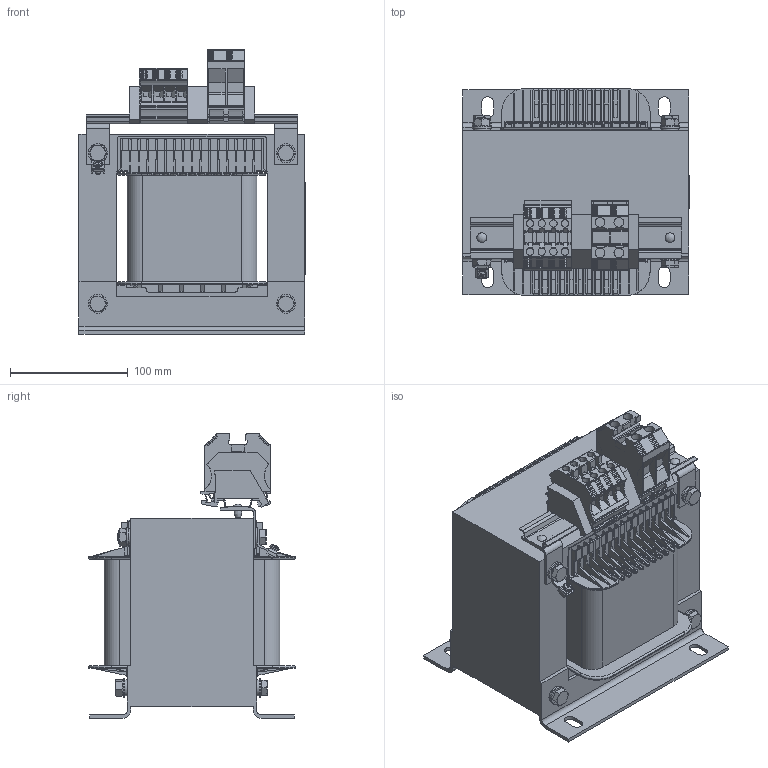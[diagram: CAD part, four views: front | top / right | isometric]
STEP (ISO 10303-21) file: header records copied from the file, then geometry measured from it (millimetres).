
FILE_DESCRIPTION(/* description */ (''),/* implementation_level */ '2;1');
FILE_NAME(/* name */ 'STEN_STEZ2.5.stp',/* time_stamp */ '2020-05-06T11:49:06+02:00',/* author */ ('TrapT'),/* organization */ (''),/* preprocessor_version */ 'ST-DEVELOPER v17.2',/* originating_system */ 'Autodesk Inventor 2019',/* authorisation */ '');
FILE_SCHEMA (('AUTOMOTIVE_DESIGN { 1 0 10303 214 3 1 1 }'));
Products named in the file (1): Bauteil1
Bounding box: 192.12 x 176 x 242 mm (x, y, z)
Volume: 3776391.3 mm3; surface area: 445688 mm2
Topology: 1 solids, 9 shells, 3037 faces, 8598 edges, 5618 vertices
Faces by surface type: plane 2131, cylinder 661, bspline 112, torus 75, cone 51, sphere 7
Full cylindrical faces by diameter (mm): 4 x5, 4.5 x2, 5 x1, 6.32 x8, 6.647 x2, 8 x4, 8.1 x7, 8.2 x1, 8.25 x4, 8.4 x8, 9.8 x7, 10.5 x2, 11 x4, 11.63 x4, 14 x7, 16 x8
Entity records: 103070 total; most frequent: CARTESIAN_POINT 20335, ORIENTED_EDGE 17194, DIRECTION 15924, EDGE_CURVE 8597, LINE 6514, VECTOR 6514, VERTEX_POINT 5618, AXIS2_PLACEMENT_3D 4705
